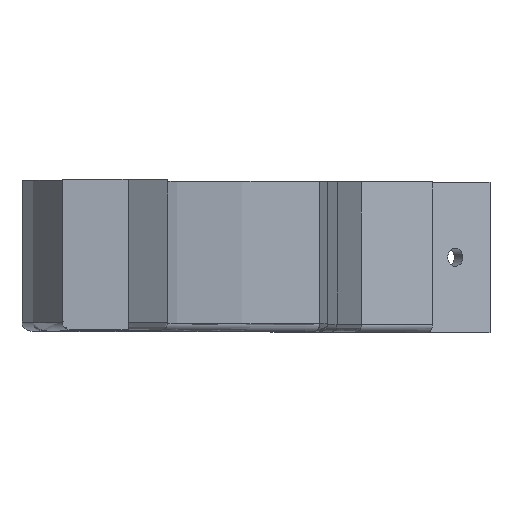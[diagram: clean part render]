
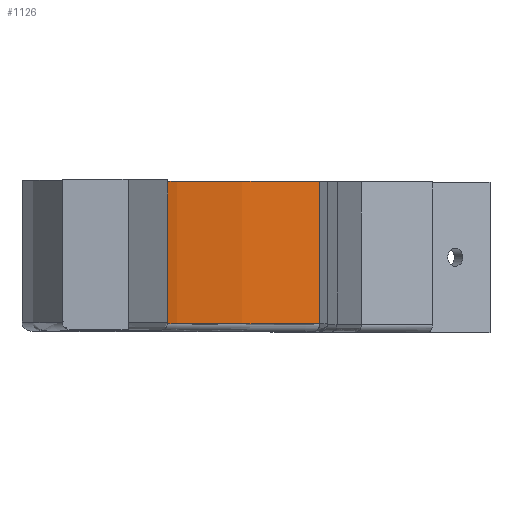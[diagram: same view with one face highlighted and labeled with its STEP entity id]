
A CAD part, top view. The second image highlights one B-rep face of the part: STEP entity #1126.
In plain terms, the highlighted cylindrical face has radius 126 mm (diameter 252 mm), a partial arc.
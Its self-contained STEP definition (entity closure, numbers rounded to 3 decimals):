
#128=FACE_OUTER_BOUND('',#213,.T.);
#213=EDGE_LOOP('',(#991,#992,#993,#994));
#271=CIRCLE('',#1168,126.);
#306=CIRCLE('',#1218,126.);
#380=LINE('',#2560,#442);
#381=LINE('',#2561,#443);
#442=VECTOR('',#1551,10.);
#443=VECTOR('',#1552,10.);
#466=VERTEX_POINT('',#1751);
#473=VERTEX_POINT('',#1823);
#527=VERTEX_POINT('',#2443);
#528=VERTEX_POINT('',#2451);
#579=EDGE_CURVE('',#466,#473,#271,.T.);
#663=EDGE_CURVE('',#528,#527,#306,.T.);
#709=EDGE_CURVE('',#528,#466,#380,.T.);
#710=EDGE_CURVE('',#527,#473,#381,.T.);
#991=ORIENTED_EDGE('',*,*,#579,.F.);
#992=ORIENTED_EDGE('',*,*,#709,.F.);
#993=ORIENTED_EDGE('',*,*,#663,.T.);
#994=ORIENTED_EDGE('',*,*,#710,.T.);
#1073=CYLINDRICAL_SURFACE('',#1267,126.);
#1126=ADVANCED_FACE('',(#128),#1073,.F.);
#1168=AXIS2_PLACEMENT_3D('',#1824,#1308,#1309);
#1218=AXIS2_PLACEMENT_3D('',#2452,#1432,#1433);
#1267=AXIS2_PLACEMENT_3D('',#2559,#1549,#1550);
#1308=DIRECTION('center_axis',(0.,1.,0.));
#1309=DIRECTION('ref_axis',(-0.985,0.,-0.171));
#1432=DIRECTION('center_axis',(0.,1.,0.));
#1433=DIRECTION('ref_axis',(-0.632,0.,-0.775));
#1549=DIRECTION('center_axis',(0.,1.,0.));
#1550=DIRECTION('ref_axis',(-0.632,0.,-0.775));
#1551=DIRECTION('',(0.,-1.,0.));
#1552=DIRECTION('',(0.,-1.,0.));
#1751=CARTESIAN_POINT('',(-149.644,-51.755,-347.636));
#1823=CARTESIAN_POINT('',(-177.905,-51.755,-184.943));
#1824=CARTESIAN_POINT('Origin',(-70.,-51.755,-250.));
#2443=CARTESIAN_POINT('',(-177.905,-25.255,-184.943));
#2451=CARTESIAN_POINT('',(-149.644,-25.255,-347.636));
#2452=CARTESIAN_POINT('Origin',(-70.,-25.255,-250.));
#2559=CARTESIAN_POINT('Origin',(-70.,-25.255,-250.));
#2560=CARTESIAN_POINT('',(-149.644,-25.255,-347.636));
#2561=CARTESIAN_POINT('',(-177.905,-25.255,-184.943));
